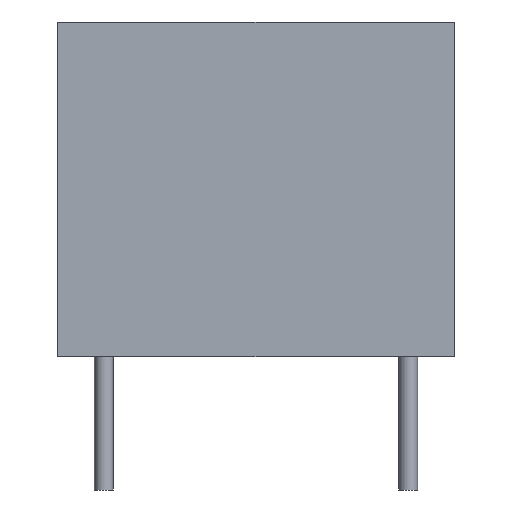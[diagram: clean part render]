
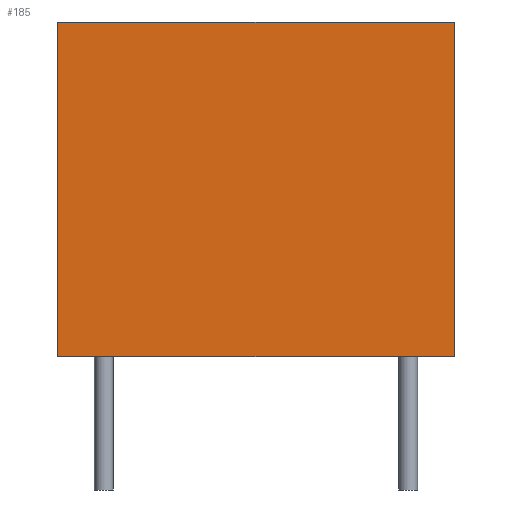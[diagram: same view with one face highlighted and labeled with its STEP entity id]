
A CAD part, front view. The second image highlights one B-rep face of the part: STEP entity #185.
In plain terms, the highlighted planar face has unit normal (0, -1, 0).
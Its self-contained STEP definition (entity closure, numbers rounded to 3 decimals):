
#185=ADVANCED_FACE('',(#191),#186,.T.);
#186=PLANE('',#187);
#187=AXIS2_PLACEMENT_3D('',#188,#189,#190);
#188=CARTESIAN_POINT('',(-1.502,-2.502,0.0));
#189=DIRECTION('',(0.0,-1.0,0.0));
#190=DIRECTION('',(0.,0.,1.));
#191=FACE_OUTER_BOUND('',#192,.T.);
#192=EDGE_LOOP('',(#193,#203,#213,#223));
#196=CARTESIAN_POINT('',(11.502,-2.502,0.0));
#195=VERTEX_POINT('',#196);
#198=CARTESIAN_POINT('',(-1.502,-2.502,0.0));
#197=VERTEX_POINT('',#198);
#194=EDGE_CURVE('',#195,#197,#199,.T.);
#199=LINE('',#196,#201);
#201=VECTOR('',#202,13.005);
#202=DIRECTION('',(-1.0,0.0,0.0));
#193=ORIENTED_EDGE('',*,*,#194,.F.);
#206=CARTESIAN_POINT('',(11.502,-2.502,10.998));
#205=VERTEX_POINT('',#206);
#204=EDGE_CURVE('',#205,#195,#209,.T.);
#209=LINE('',#206,#211);
#211=VECTOR('',#212,10.998);
#212=DIRECTION('',(0.0,0.0,-1.0));
#203=ORIENTED_EDGE('',*,*,#204,.F.);
#216=CARTESIAN_POINT('',(-1.502,-2.502,10.998));
#215=VERTEX_POINT('',#216);
#214=EDGE_CURVE('',#215,#205,#219,.T.);
#219=LINE('',#216,#221);
#221=VECTOR('',#222,13.005);
#222=DIRECTION('',(1.0,0.0,0.0));
#213=ORIENTED_EDGE('',*,*,#214,.F.);
#224=EDGE_CURVE('',#197,#215,#229,.T.);
#229=LINE('',#198,#231);
#231=VECTOR('',#232,10.998);
#232=DIRECTION('',(0.0,0.0,1.0));
#223=ORIENTED_EDGE('',*,*,#224,.F.);
